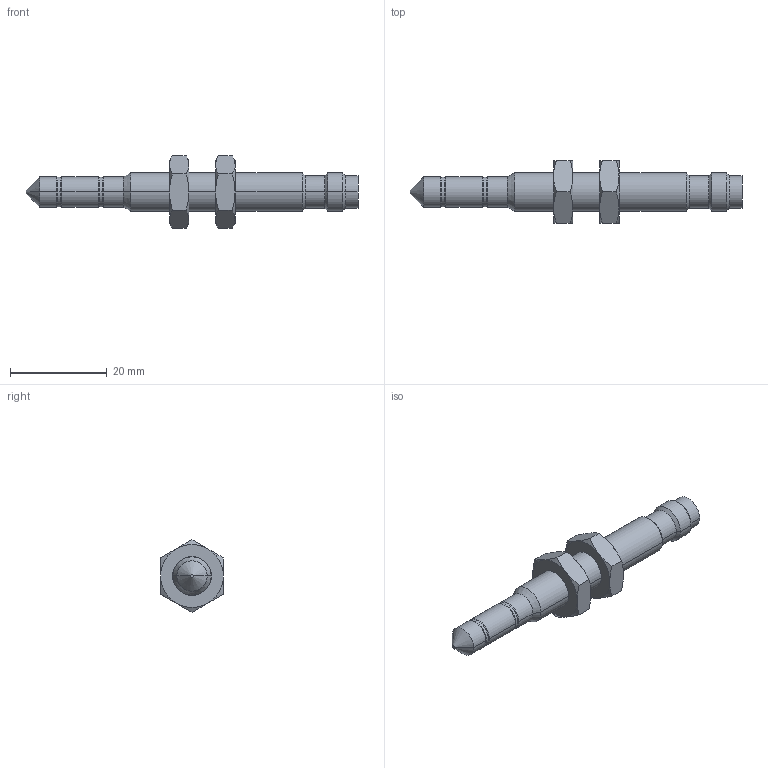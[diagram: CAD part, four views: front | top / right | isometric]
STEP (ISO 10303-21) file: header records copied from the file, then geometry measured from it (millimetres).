
FILE_DESCRIPTION (( 'STEP AP203' ), '1' );
FILE_NAME ('SNS08.STEP', '2010-03-03T19:36:07', ( ' ' ), ( ' ' ), 'SwSTEP 2.0', 'SolidWorks 2010', '' );
FILE_SCHEMA (( 'CONFIG_CONTROL_DESIGN' ));
Length unit declared in the file: inch
Products named in the file (4): 46.0449; 13090_13090; Hex Nut Jam_Syron Metric_B18.2.4.5M - Hex jam nut,  M8 x 1.25 --D-C; SNS08
Assembly tree (4 placements, depth 2):
  SNS08
    Hex Nut Jam_Syron Metric_B18.2.4.5M - Hex jam nut,  M8 x 1.25 --D-C  x2
    13090_13090
    46.0449
Bounding box: 68.58 x 13 x 15.01 mm (x, y, z)
Volume: 2382.9 mm3; surface area: 3875.6 mm2
Topology: 4 solids, 4 shells, 135 faces, 288 edges, 160 vertices
Faces by surface type: cylinder 46, cone 46, plane 23, torus 14, sphere 6
Entity records: 3294 total; most frequent: CARTESIAN_POINT 584, DIRECTION 542, ORIENTED_EDGE 428, AXIS2_PLACEMENT_3D 238, EDGE_CURVE 214, CIRCLE 124, VERTEX_POINT 120, EDGE_LOOP 116
